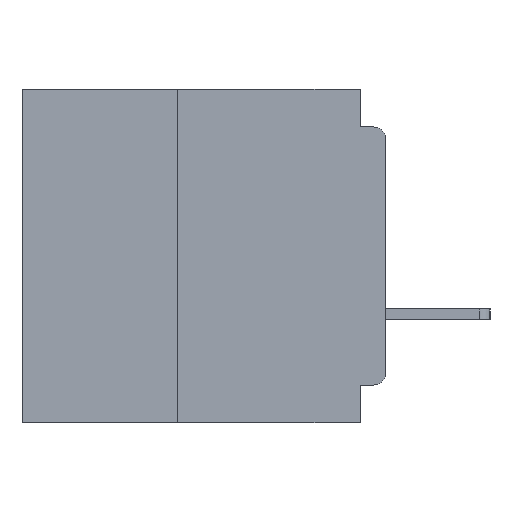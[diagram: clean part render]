
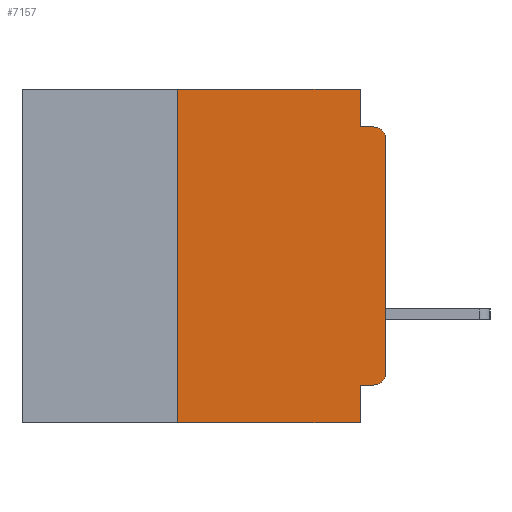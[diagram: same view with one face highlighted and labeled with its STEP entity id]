
A CAD part, left-side view. The second image highlights one B-rep face of the part: STEP entity #7157.
In plain terms, the highlighted planar face has unit normal (-1, 0, 0).
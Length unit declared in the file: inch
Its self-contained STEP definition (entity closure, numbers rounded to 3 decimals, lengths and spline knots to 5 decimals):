
#542 = DIRECTION ( 'NONE',  ( 0., 1., 0. ) ) ;
#571 = EDGE_CURVE ( 'NONE', #19859, #4543, #17824, .T. ) ;
#623 = VERTEX_POINT ( 'NONE', #7223 ) ;
#1725 = ORIENTED_EDGE ( 'NONE', *, *, #36479, .F. ) ;
#1987 = CARTESIAN_POINT ( 'NONE',  ( 0., 0.031, -0.4 ) ) ;
#2726 = DIRECTION ( 'NONE',  ( 0., -1., 0. ) ) ;
#2931 = LINE ( 'NONE', #30721, #17731 ) ;
#2975 = CIRCLE ( 'NONE', #8495, 0.015 ) ;
#3774 = DIRECTION ( 'NONE',  ( -1., 0., 0. ) ) ;
#4262 = DIRECTION ( 'NONE',  ( 0., 0., 1. ) ) ;
#4543 = VERTEX_POINT ( 'NONE', #13108 ) ;
#4810 = LINE ( 'NONE', #29385, #19620 ) ;
#4841 = AXIS2_PLACEMENT_3D ( 'NONE', #18550, #6839, #27529 ) ;
#5092 = VERTEX_POINT ( 'NONE', #24367 ) ;
#5449 = ORIENTED_EDGE ( 'NONE', *, *, #22533, .F. ) ;
#6839 = DIRECTION ( 'NONE',  ( 1., 0., 0. ) ) ;
#7157 = ADVANCED_FACE ( 'NONE', ( #31218 ), #21542, .F. ) ;
#7223 = CARTESIAN_POINT ( 'NONE',  ( 0., 0.015, -0.355 ) ) ;
#8275 = AXIS2_PLACEMENT_3D ( 'NONE', #16904, #37653, #19879 ) ;
#8495 = AXIS2_PLACEMENT_3D ( 'NONE', #21499, #3774, #24484 ) ;
#10985 = ORIENTED_EDGE ( 'NONE', *, *, #28616, .F. ) ;
#11486 = VERTEX_POINT ( 'NONE', #1987 ) ;
#11559 = VERTEX_POINT ( 'NONE', #29940 ) ;
#12799 = ORIENTED_EDGE ( 'NONE', *, *, #15340, .T. ) ;
#12939 = DIRECTION ( 'NONE',  ( 0., -1., 0. ) ) ;
#13108 = CARTESIAN_POINT ( 'NONE',  ( 0., 0.031, -0.045 ) ) ;
#13360 = EDGE_CURVE ( 'NONE', #32268, #16176, #2975, .T. ) ;
#14202 = CARTESIAN_POINT ( 'NONE',  ( 0., 0.031, 0. ) ) ;
#14277 = EDGE_CURVE ( 'NONE', #623, #25387, #33561, .T. ) ;
#14593 = LINE ( 'NONE', #26281, #36383 ) ;
#15340 = EDGE_CURVE ( 'NONE', #11559, #11486, #4810, .T. ) ;
#16176 = VERTEX_POINT ( 'NONE', #22028 ) ;
#16904 = CARTESIAN_POINT ( 'NONE',  ( 0., 0.015, -0.34 ) ) ;
#17264 = CARTESIAN_POINT ( 'NONE',  ( 0., 0., -0.34 ) ) ;
#17731 = VECTOR ( 'NONE', #12939, 39.37008 ) ;
#17760 = VECTOR ( 'NONE', #4262, 39.37008 ) ;
#17824 = LINE ( 'NONE', #32717, #32690 ) ;
#18550 = CARTESIAN_POINT ( 'NONE',  ( 0., 0.437, 0. ) ) ;
#19620 = VECTOR ( 'NONE', #34977, 39.37008 ) ;
#19859 = VERTEX_POINT ( 'NONE', #14202 ) ;
#19879 = DIRECTION ( 'NONE',  ( 0., 0., -1. ) ) ;
#20216 = ORIENTED_EDGE ( 'NONE', *, *, #14277, .T. ) ;
#21253 = CARTESIAN_POINT ( 'NONE',  ( 0., 0.25, -0.4 ) ) ;
#21499 = CARTESIAN_POINT ( 'NONE',  ( 0., 0.015, -0.06 ) ) ;
#21542 = PLANE ( 'NONE',  #4841 ) ;
#21692 = DIRECTION ( 'NONE',  ( 0., 0., -1. ) ) ;
#22028 = CARTESIAN_POINT ( 'NONE',  ( 0., 0.015, -0.045 ) ) ;
#22159 = EDGE_CURVE ( 'NONE', #623, #34789, #28577, .T. ) ;
#22533 = EDGE_CURVE ( 'NONE', #4543, #16176, #14593, .T. ) ;
#24245 = DIRECTION ( 'NONE',  ( 0., 0., 1. ) ) ;
#24367 = CARTESIAN_POINT ( 'NONE',  ( 0., 0.25, 0. ) ) ;
#24484 = DIRECTION ( 'NONE',  ( 0., 0., -1. ) ) ;
#24741 = LINE ( 'NONE', #36769, #17760 ) ;
#25221 = CARTESIAN_POINT ( 'NONE',  ( 0., 0.031, -0.4 ) ) ;
#25387 = VERTEX_POINT ( 'NONE', #17264 ) ;
#25923 = EDGE_CURVE ( 'NONE', #25387, #32268, #24741, .T. ) ;
#25938 = ORIENTED_EDGE ( 'NONE', *, *, #13360, .T. ) ;
#26281 = CARTESIAN_POINT ( 'NONE',  ( 0., 0., -0.045 ) ) ;
#26684 = VECTOR ( 'NONE', #542, 39.37008 ) ;
#27315 = CARTESIAN_POINT ( 'NONE',  ( 0., 0., -0.06 ) ) ;
#27529 = DIRECTION ( 'NONE',  ( 0., 0., -1. ) ) ;
#27941 = EDGE_LOOP ( 'NONE', ( #31521, #25938, #5449, #34179, #1725, #36471, #12799, #10985, #33681, #20216 ) ) ;
#28577 = LINE ( 'NONE', #36017, #26684 ) ;
#28616 = EDGE_CURVE ( 'NONE', #34789, #11486, #29637, .T. ) ;
#28718 = VECTOR ( 'NONE', #21692, 39.37008 ) ;
#29385 = CARTESIAN_POINT ( 'NONE',  ( 0., 0.437, -0.4 ) ) ;
#29637 = LINE ( 'NONE', #25221, #28718 ) ;
#29940 = CARTESIAN_POINT ( 'NONE',  ( 0., 0.25, -0.4 ) ) ;
#30714 = CARTESIAN_POINT ( 'NONE',  ( 0., 0.031, -0.355 ) ) ;
#30721 = CARTESIAN_POINT ( 'NONE',  ( 0., 0.437, 0. ) ) ;
#31218 = FACE_OUTER_BOUND ( 'NONE', #27941, .T. ) ;
#31521 = ORIENTED_EDGE ( 'NONE', *, *, #25923, .T. ) ;
#32268 = VERTEX_POINT ( 'NONE', #27315 ) ;
#32291 = VECTOR ( 'NONE', #24245, 39.37008 ) ;
#32690 = VECTOR ( 'NONE', #34660, 39.37008 ) ;
#32717 = CARTESIAN_POINT ( 'NONE',  ( 0., 0.031, 0. ) ) ;
#33216 = LINE ( 'NONE', #21253, #32291 ) ;
#33561 = CIRCLE ( 'NONE', #8275, 0.015 ) ;
#33681 = ORIENTED_EDGE ( 'NONE', *, *, #22159, .F. ) ;
#34179 = ORIENTED_EDGE ( 'NONE', *, *, #571, .F. ) ;
#34660 = DIRECTION ( 'NONE',  ( 0., 0., -1. ) ) ;
#34680 = EDGE_CURVE ( 'NONE', #11559, #5092, #33216, .T. ) ;
#34789 = VERTEX_POINT ( 'NONE', #30714 ) ;
#34977 = DIRECTION ( 'NONE',  ( 0., -1., 0. ) ) ;
#36017 = CARTESIAN_POINT ( 'NONE',  ( 0., 0., -0.355 ) ) ;
#36383 = VECTOR ( 'NONE', #2726, 39.37008 ) ;
#36471 = ORIENTED_EDGE ( 'NONE', *, *, #34680, .F. ) ;
#36479 = EDGE_CURVE ( 'NONE', #5092, #19859, #2931, .T. ) ;
#36769 = CARTESIAN_POINT ( 'NONE',  ( 0., 0., 0. ) ) ;
#37653 = DIRECTION ( 'NONE',  ( -1., 0., 0. ) ) ;
